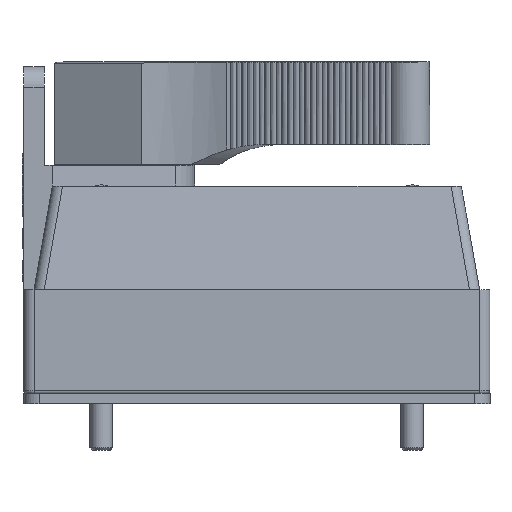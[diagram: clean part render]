
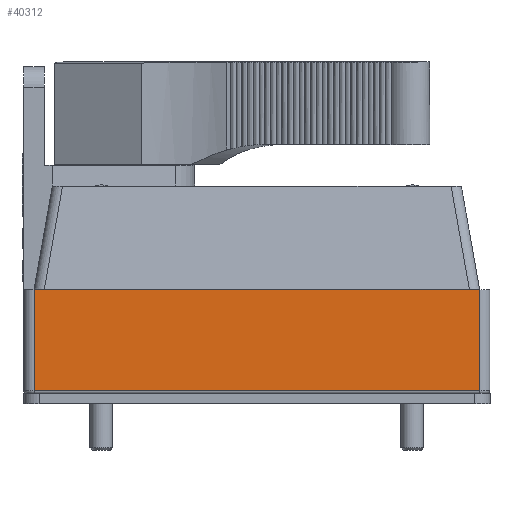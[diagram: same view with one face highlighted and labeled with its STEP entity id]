
A CAD part, front view. The second image highlights one B-rep face of the part: STEP entity #40312.
In plain terms, the highlighted planar face has unit normal (0, -1, 0).
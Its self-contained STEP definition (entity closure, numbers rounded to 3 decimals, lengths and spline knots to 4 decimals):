
#3435=PLANE('',#43425);
#4789=FACE_OUTER_BOUND('',#7229,.T.);
#7229=EDGE_LOOP('',(#29773,#29774,#29775,#29776));
#9973=LINE('',#57359,#13559);
#9979=LINE('',#57390,#13565);
#10054=LINE('',#58264,#13640);
#10055=LINE('',#58266,#13641);
#13559=VECTOR('',#46895,0.3937);
#13565=VECTOR('',#46937,0.3937);
#13640=VECTOR('',#47528,0.3937);
#13641=VECTOR('',#47531,0.3937);
#18451=VERTEX_POINT('',#57353);
#18452=VERTEX_POINT('',#57357);
#18459=VERTEX_POINT('',#57389);
#18562=VERTEX_POINT('',#58262);
#22653=EDGE_CURVE('',#18452,#18451,#9973,.T.);
#22668=EDGE_CURVE('',#18451,#18459,#9979,.T.);
#22894=EDGE_CURVE('',#18562,#18452,#10054,.T.);
#22895=EDGE_CURVE('',#18459,#18562,#10055,.T.);
#29773=ORIENTED_EDGE('',*,*,#22653,.F.);
#29774=ORIENTED_EDGE('',*,*,#22894,.F.);
#29775=ORIENTED_EDGE('',*,*,#22895,.F.);
#29776=ORIENTED_EDGE('',*,*,#22668,.F.);
#40312=ADVANCED_FACE('',(#4789),#3435,.T.);
#43425=AXIS2_PLACEMENT_3D('',#58265,#47529,#47530);
#46895=DIRECTION('',(-1.,0.,0.));
#46937=DIRECTION('',(0.,0.,1.));
#47528=DIRECTION('',(0.,0.,-1.));
#47529=DIRECTION('center_axis',(0.,-1.,0.));
#47530=DIRECTION('ref_axis',(1.,0.,0.));
#47531=DIRECTION('',(1.,0.,0.));
#57353=CARTESIAN_POINT('',(-1.3438,-2.2813,0.0156));
#57357=CARTESIAN_POINT('',(1.3438,-2.2813,0.0156));
#57359=CARTESIAN_POINT('',(-0.7031,-2.2813,0.0156));
#57389=CARTESIAN_POINT('',(-1.3438,-2.2813,0.625));
#57390=CARTESIAN_POINT('',(-1.3438,-2.2813,0.));
#58262=CARTESIAN_POINT('',(1.3438,-2.2813,0.625));
#58264=CARTESIAN_POINT('',(1.3438,-2.2813,0.));
#58265=CARTESIAN_POINT('Origin',(-1.4063,-2.2813,0.));
#58266=CARTESIAN_POINT('',(-1.4063,-2.2813,0.625));
